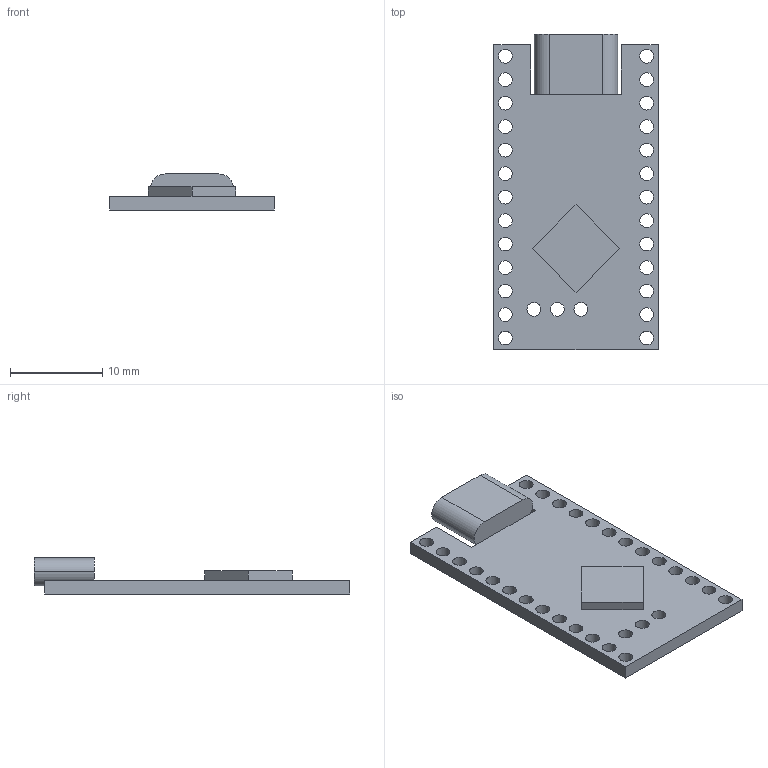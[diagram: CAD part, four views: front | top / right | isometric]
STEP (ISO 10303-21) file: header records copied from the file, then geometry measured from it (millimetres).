
FILE_DESCRIPTION(/* description */ (''),/* implementation_level */ '2;1');
FILE_NAME(/* name */ 'nrf54840-ProMicro v2.step',/* time_stamp */ '2024-12-27T15:37:53+11:00',/* author */ (''),/* organization */ (''),/* preprocessor_version */ 'ST-DEVELOPER v20',/* originating_system */ 'Autodesk Translation Framework v13.20.0.188',/* authorisation */ '');
FILE_SCHEMA (('AUTOMOTIVE_DESIGN { 1 0 10303 214 3 1 1 }'));
Length unit declared in the file: millimetre
Products named in the file (4): nrf54840-ProMicro; board; usbc_port; mcu
Assembly tree (3 placements, depth 2):
  nrf54840-ProMicro
    board
    usbc_port
    mcu
Bounding box: 17.78 x 34.1 x 3.9 mm (x, y, z)
Volume: 930.5 mm3; surface area: 1643.6 mm2
Topology: 3 solids, 3 shells, 53 faces, 141 edges, 94 vertices
Faces by surface type: cylinder 33, plane 20
Full cylindrical faces by diameter (mm): 1.5 x29
Entity records: 1914 total; most frequent: DIRECTION 327, CARTESIAN_POINT 295, ORIENTED_EDGE 282, EDGE_CURVE 141, AXIS2_PLACEMENT_3D 126, EDGE_LOOP 111, VERTEX_POINT 94, LINE 75
